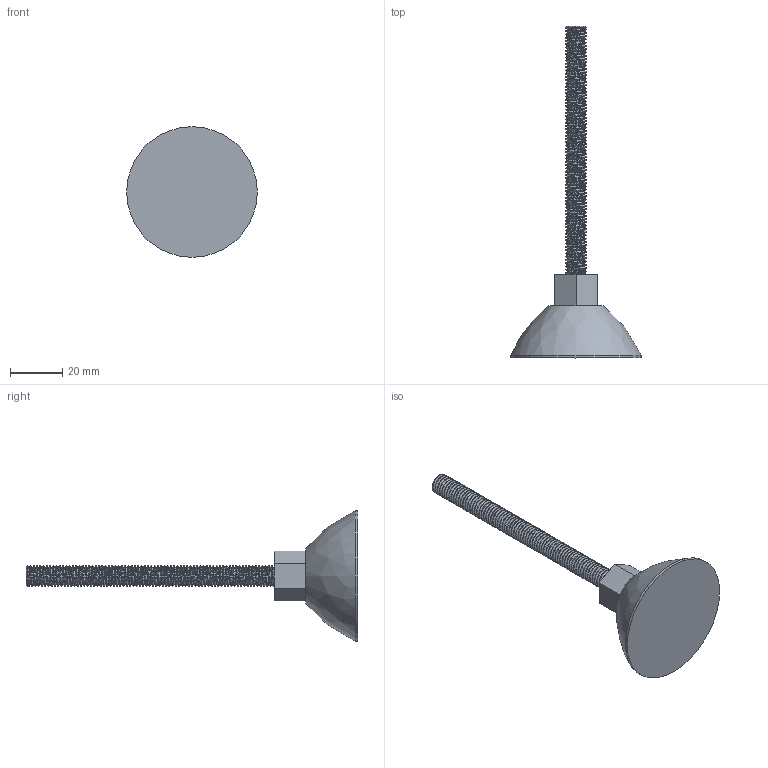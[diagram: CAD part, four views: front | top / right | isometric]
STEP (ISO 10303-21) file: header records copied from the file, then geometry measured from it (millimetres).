
FILE_DESCRIPTION(/* description */ (''),/* implementation_level */ '2;1');
FILE_NAME(/* name */ 'Опора резьбовая М8х95 Д50 шарнирная.step',/* time_stamp */ '2022-10-02T02:08:06+03:00',/* author */ (''),/* organization */ (''),/* preprocessor_version */ 'ST-DEVELOPER v19',/* originating_system */ 'Autodesk Translation Framework v11.7.0.108',/* authorisation */ '');
FILE_SCHEMA (('AUTOMOTIVE_DESIGN { 1 0 10303 214 3 1 1 }'));
Length unit declared in the file: millimetre
Products named in the file (1): (Unsaved)
Bounding box: 50 x 127 x 50 mm (x, y, z)
Volume: 31086.7 mm3; surface area: 9492.5 mm2
Topology: 1 solids, 1 shells, 170 faces, 495 edges, 329 vertices
Faces by surface type: cylinder 155, plane 11, bspline 3, cone 1
Full cylindrical faces by diameter (mm): 6.446 x32, 7.866 x53, 50 x1
Entity records: 13891 total; most frequent: CARTESIAN_POINT 9978, ORIENTED_EDGE 990, DIRECTION 532, EDGE_CURVE 495, VERTEX_POINT 329, B_SPLINE_CURVE_WITH_KNOTS 311, AXIS2_PLACEMENT_3D 180, EDGE_LOOP 172
